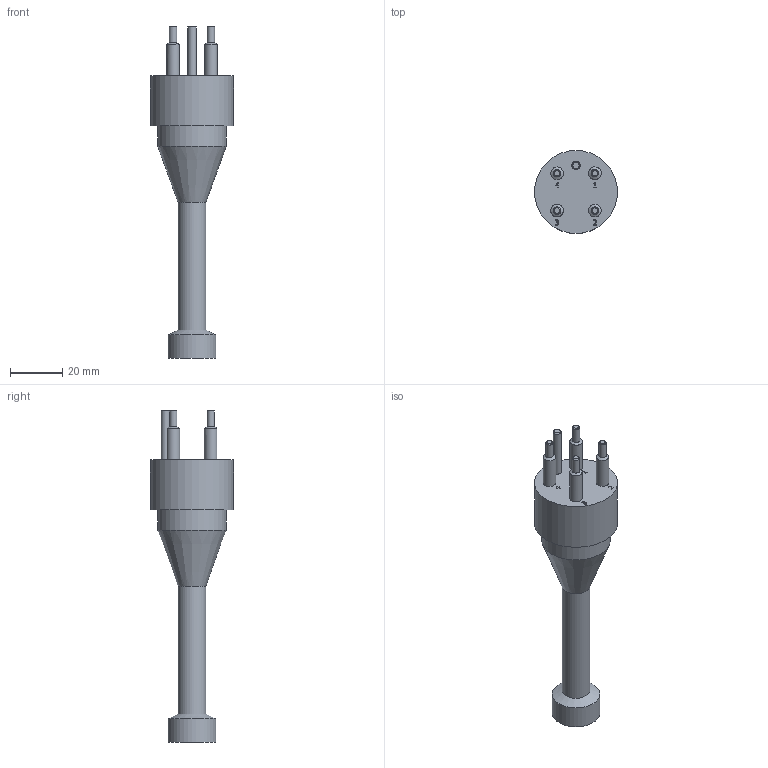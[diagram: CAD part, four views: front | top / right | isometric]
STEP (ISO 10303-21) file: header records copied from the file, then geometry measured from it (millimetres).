
FILE_DESCRIPTION(/* description */ (''),/* implementation_level */ '2;1');
FILE_NAME(/* name */ 'DCB4M.stp',/* time_stamp */ '2014-11-11T15:13:43+01:00',/* author */ ('sh'),/* organization */ (''),/* preprocessor_version */ 'ST-DEVELOPER v15.2',/* originating_system */ 'Autodesk Inventor 2014',/* authorisation */ '');
FILE_SCHEMA (('AUTOMOTIVE_DESIGN { 1 0 10303 214 3 1 1 }'));
Length unit declared in the file: millimetre
Products named in the file (1): DCB4M
Bounding box: 31.75 x 31.75 x 127 mm (x, y, z)
Volume: 34407.3 mm3; surface area: 10679.1 mm2
Topology: 6 solids, 6 shells, 150 faces, 375 edges, 248 vertices
Faces by surface type: plane 67, bspline 31, cylinder 29, torus 12, cone 11
Full cylindrical faces by diameter (mm): 1.981 x4, 2.794 x7, 3.175 x2, 3.556 x4, 4.775 x4, 4.826 x4, 10.668 x1, 18.336 x1, 26.213 x1, 31.75 x1
Entity records: 5041 total; most frequent: CARTESIAN_POINT 1723, ORIENTED_EDGE 618, DIRECTION 525, EDGE_CURVE 309, VERTEX_POINT 238, EDGE_LOOP 233, AXIS2_PLACEMENT_3D 190, STYLED_ITEM 156
